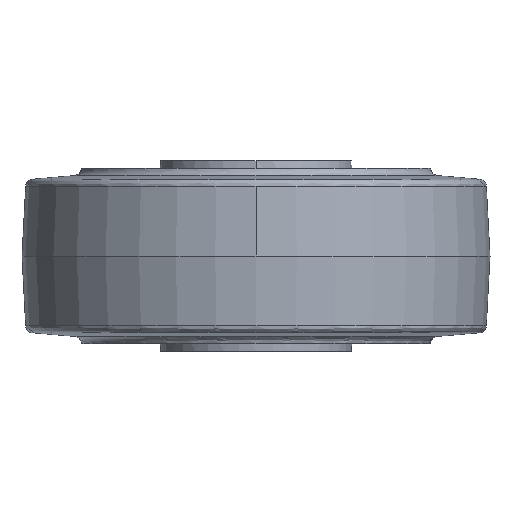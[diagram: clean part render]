
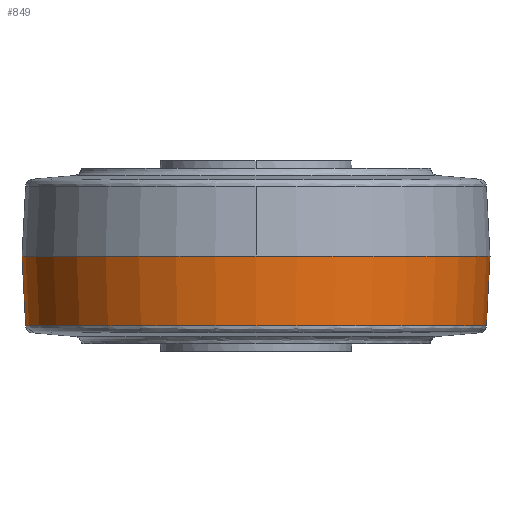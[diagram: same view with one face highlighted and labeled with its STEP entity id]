
A CAD part, front view. The second image highlights one B-rep face of the part: STEP entity #849.
In plain terms, the highlighted conical face has half-angle 3 degrees and reference radius 50.8 mm.
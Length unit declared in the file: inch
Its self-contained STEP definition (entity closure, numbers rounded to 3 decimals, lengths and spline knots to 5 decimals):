
#79 = CARTESIAN_POINT ( 'NONE',  ( -2., 0., 0. ) ) ;
#228 = LINE ( 'NONE', #3045, #1001 ) ;
#266 = EDGE_LOOP ( 'NONE', ( #774, #2224, #1248, #1703, #1338 ) ) ;
#474 = AXIS2_PLACEMENT_3D ( 'NONE', #607, #1927, #1591 ) ;
#488 = LINE ( 'NONE', #740, #1439 ) ;
#515 = AXIS2_PLACEMENT_3D ( 'NONE', #1983, #522, #1729 ) ;
#522 = DIRECTION ( 'NONE',  ( 0., 0., -1. ) ) ;
#607 = CARTESIAN_POINT ( 'NONE',  ( 0., 0., 0. ) ) ;
#665 = EDGE_CURVE ( 'NONE', #2812, #1771, #1290, .T. ) ;
#740 = CARTESIAN_POINT ( 'NONE',  ( 2., 0., 0. ) ) ;
#742 = CARTESIAN_POINT ( 'NONE',  ( 0., 0., 0. ) ) ;
#774 = ORIENTED_EDGE ( 'NONE', *, *, #1816, .F. ) ;
#779 = AXIS2_PLACEMENT_3D ( 'NONE', #742, #1242, #2022 ) ;
#848 = CONICAL_SURFACE ( 'NONE', #474, 2., 0.052 ) ;
#849 = ADVANCED_FACE ( 'NONE', ( #2943 ), #848, .T. ) ;
#873 = EDGE_CURVE ( 'NONE', #1771, #2622, #488, .T. ) ;
#902 = CARTESIAN_POINT ( 'NONE',  ( 0., 0., -0.59708 ) ) ;
#1001 = VECTOR ( 'NONE', #2340, 39.37008 ) ;
#1045 = VERTEX_POINT ( 'NONE', #79 ) ;
#1148 = DIRECTION ( 'NONE',  ( 0., 0., 1. ) ) ;
#1179 = AXIS2_PLACEMENT_3D ( 'NONE', #902, #1148, #1659 ) ;
#1229 = CARTESIAN_POINT ( 'NONE',  ( 1.96871, 0., -0.59708 ) ) ;
#1242 = DIRECTION ( 'NONE',  ( 0., 0., -1. ) ) ;
#1248 = ORIENTED_EDGE ( 'NONE', *, *, #873, .T. ) ;
#1290 = CIRCLE ( 'NONE', #1179, 1.96871 ) ;
#1326 = CIRCLE ( 'NONE', #515, 2. ) ;
#1338 = ORIENTED_EDGE ( 'NONE', *, *, #3078, .T. ) ;
#1439 = VECTOR ( 'NONE', #1753, 39.37008 ) ;
#1519 = EDGE_CURVE ( 'NONE', #2622, #2091, #3194, .T. ) ;
#1591 = DIRECTION ( 'NONE',  ( 1., 0., 0. ) ) ;
#1659 = DIRECTION ( 'NONE',  ( 1., 0., 0. ) ) ;
#1703 = ORIENTED_EDGE ( 'NONE', *, *, #1519, .T. ) ;
#1729 = DIRECTION ( 'NONE',  ( 1., 0., 0. ) ) ;
#1753 = DIRECTION ( 'NONE',  ( 0.052, 0., 0.999 ) ) ;
#1771 = VERTEX_POINT ( 'NONE', #1229 ) ;
#1816 = EDGE_CURVE ( 'NONE', #2812, #1045, #228, .T. ) ;
#1927 = DIRECTION ( 'NONE',  ( 0., 0., 1. ) ) ;
#1983 = CARTESIAN_POINT ( 'NONE',  ( 0., 0., 0. ) ) ;
#2022 = DIRECTION ( 'NONE',  ( 1., 0., 0. ) ) ;
#2091 = VERTEX_POINT ( 'NONE', #2670 ) ;
#2224 = ORIENTED_EDGE ( 'NONE', *, *, #665, .T. ) ;
#2245 = CARTESIAN_POINT ( 'NONE',  ( 2., 0., 0. ) ) ;
#2340 = DIRECTION ( 'NONE',  ( -0.052, 0., 0.999 ) ) ;
#2622 = VERTEX_POINT ( 'NONE', #2245 ) ;
#2670 = CARTESIAN_POINT ( 'NONE',  ( 0., -2., 0. ) ) ;
#2812 = VERTEX_POINT ( 'NONE', #2877 ) ;
#2877 = CARTESIAN_POINT ( 'NONE',  ( -1.96871, 0., -0.59708 ) ) ;
#2943 = FACE_OUTER_BOUND ( 'NONE', #266, .T. ) ;
#3045 = CARTESIAN_POINT ( 'NONE',  ( -2., 0., 0. ) ) ;
#3078 = EDGE_CURVE ( 'NONE', #2091, #1045, #1326, .T. ) ;
#3194 = CIRCLE ( 'NONE', #779, 2. ) ;
